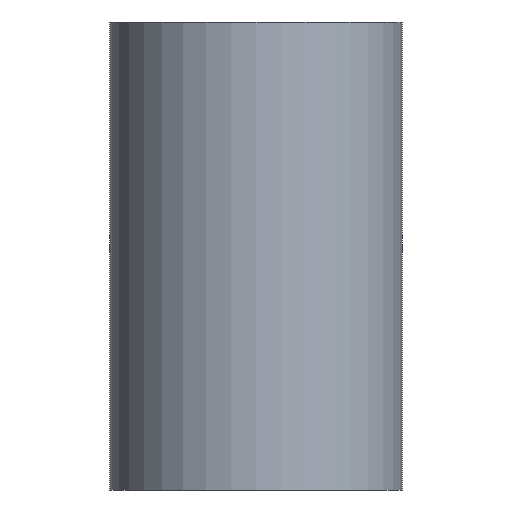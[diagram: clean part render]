
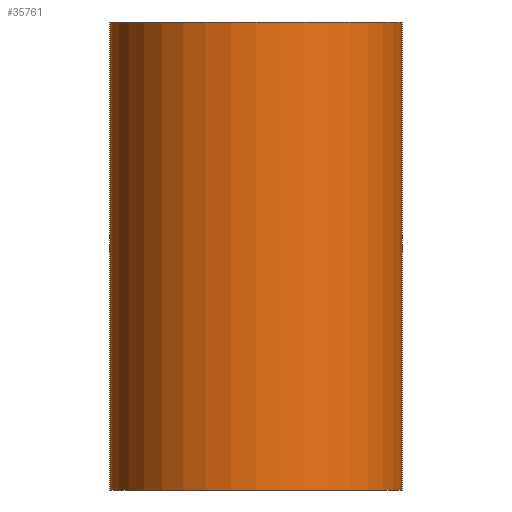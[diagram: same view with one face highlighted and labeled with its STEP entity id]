
A CAD part, front view. The second image highlights one B-rep face of the part: STEP entity #35761.
In plain terms, the highlighted cylindrical face has radius 7.5 mm (diameter 15 mm), a partial arc.
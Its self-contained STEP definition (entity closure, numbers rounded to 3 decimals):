
#1803 = EDGE_LOOP ( 'NONE', ( #3245, #30678, #24458, #3764 ) ) ;
#2622 = CIRCLE ( 'NONE', #14739, 7.5 ) ;
#3245 = ORIENTED_EDGE ( 'NONE', *, *, #17168, .F. ) ;
#3486 = CARTESIAN_POINT ( 'NONE',  ( 0., 0., 12. ) ) ;
#3764 = ORIENTED_EDGE ( 'NONE', *, *, #26252, .T. ) ;
#3979 = VECTOR ( 'NONE', #29772, 1000. ) ;
#6418 = LINE ( 'NONE', #16083, #21370 ) ;
#6558 = DIRECTION ( 'NONE',  ( -1., 0., 0. ) ) ;
#6677 = VERTEX_POINT ( 'NONE', #18329 ) ;
#7325 = CARTESIAN_POINT ( 'NONE',  ( -7.5, 0., 12. ) ) ;
#8035 = AXIS2_PLACEMENT_3D ( 'NONE', #25629, #8791, #28502 ) ;
#8327 = DIRECTION ( 'NONE',  ( 0., 0., 1. ) ) ;
#8354 = FACE_OUTER_BOUND ( 'NONE', #1803, .T. ) ;
#8791 = DIRECTION ( 'NONE',  ( 0., 0., 1. ) ) ;
#8855 = AXIS2_PLACEMENT_3D ( 'NONE', #3486, #31825, #6558 ) ;
#13292 = CARTESIAN_POINT ( 'NONE',  ( 7.5, 0., 12. ) ) ;
#14739 = AXIS2_PLACEMENT_3D ( 'NONE', #25163, #8327, #28024 ) ;
#16083 = CARTESIAN_POINT ( 'NONE',  ( 7.5, 0., 12. ) ) ;
#17168 = EDGE_CURVE ( 'NONE', #30002, #26570, #6418, .T. ) ;
#18329 = CARTESIAN_POINT ( 'NONE',  ( -7.5, 0., -12. ) ) ;
#21302 = CARTESIAN_POINT ( 'NONE',  ( 7.5, 0., -12. ) ) ;
#21370 = VECTOR ( 'NONE', #32957, 1000. ) ;
#24458 = ORIENTED_EDGE ( 'NONE', *, *, #24489, .T. ) ;
#24489 = EDGE_CURVE ( 'NONE', #33916, #6677, #26432, .T. ) ;
#25163 = CARTESIAN_POINT ( 'NONE',  ( 0., 0., 12. ) ) ;
#25629 = CARTESIAN_POINT ( 'NONE',  ( 0., 0., -12. ) ) ;
#26252 = EDGE_CURVE ( 'NONE', #6677, #26570, #27431, .T. ) ;
#26432 = LINE ( 'NONE', #32612, #3979 ) ;
#26570 = VERTEX_POINT ( 'NONE', #21302 ) ;
#27431 = CIRCLE ( 'NONE', #8035, 7.5 ) ;
#28024 = DIRECTION ( 'NONE',  ( 1., 0., 0. ) ) ;
#28502 = DIRECTION ( 'NONE',  ( 1., 0., 0. ) ) ;
#29772 = DIRECTION ( 'NONE',  ( 0., 0., -1. ) ) ;
#30002 = VERTEX_POINT ( 'NONE', #13292 ) ;
#30678 = ORIENTED_EDGE ( 'NONE', *, *, #34991, .F. ) ;
#31825 = DIRECTION ( 'NONE',  ( 0., 0., -1. ) ) ;
#32612 = CARTESIAN_POINT ( 'NONE',  ( -7.5, 0., 12. ) ) ;
#32957 = DIRECTION ( 'NONE',  ( 0., 0., -1. ) ) ;
#33916 = VERTEX_POINT ( 'NONE', #7325 ) ;
#34794 = CYLINDRICAL_SURFACE ( 'NONE', #8855, 7.5 ) ;
#34991 = EDGE_CURVE ( 'NONE', #33916, #30002, #2622, .T. ) ;
#35761 = ADVANCED_FACE ( 'NONE', ( #8354 ), #34794, .T. ) ;
